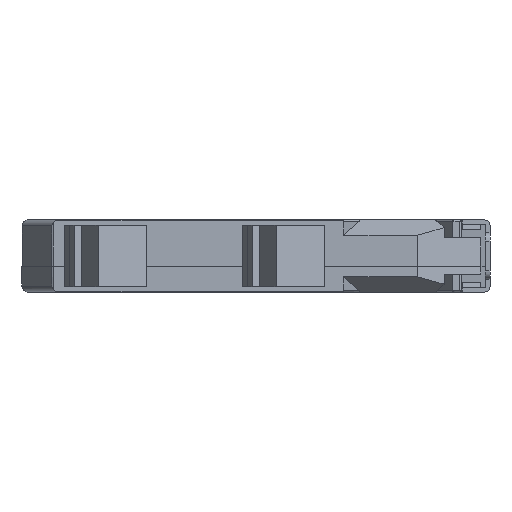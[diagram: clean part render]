
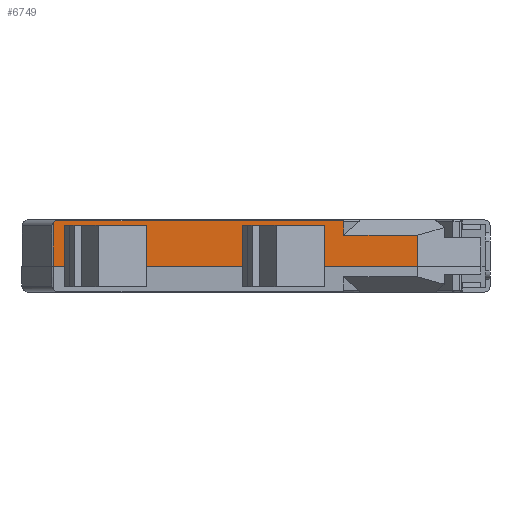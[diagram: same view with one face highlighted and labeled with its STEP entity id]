
A CAD part, left-side view. The second image highlights one B-rep face of the part: STEP entity #6749.
In plain terms, the highlighted planar face has unit normal (-1, 0, 0).
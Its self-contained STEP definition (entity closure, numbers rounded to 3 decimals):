
#31 = CARTESIAN_POINT ( 'NONE',  ( -49.5, 6.906, -2.3 ) ) ;
#32 = DIRECTION ( 'NONE',  ( 0., -1., 0. ) ) ;
#33 = VECTOR ( 'NONE', #32, 1000. ) ;
#34 = CARTESIAN_POINT ( 'NONE',  ( -49.5, 25.448, -2.3 ) ) ;
#35 = LINE ( 'NONE', #34, #33 ) ;
#36 = DIRECTION ( 'NONE',  ( 0., 0., 1. ) ) ;
#37 = DIRECTION ( 'NONE',  ( -1., 0., 0. ) ) ;
#38 = CARTESIAN_POINT ( 'NONE',  ( -49.5, 25.448, -2.3 ) ) ;
#39 = AXIS2_PLACEMENT_3D ( 'NONE', #38, #37, #36 ) ;
#40 = PLANE ( 'NONE',  #39 ) ;
#42 = FACE_OUTER_BOUND ( 'NONE', #6750, .T. ) ;
#92 = DIRECTION ( 'NONE',  ( 0., -1., 0. ) ) ;
#93 = VECTOR ( 'NONE', #92, 1000. ) ;
#94 = CARTESIAN_POINT ( 'NONE',  ( -49.5, 7.346, 5.247 ) ) ;
#95 = LINE ( 'NONE', #94, #93 ) ;
#96 = CARTESIAN_POINT ( 'NONE',  ( -49.5, 6.906, 5.247 ) ) ;
#97 = DIRECTION ( 'NONE',  ( 0., 0., -1. ) ) ;
#98 = VECTOR ( 'NONE', #97, 1000. ) ;
#99 = CARTESIAN_POINT ( 'NONE',  ( -49.5, 6.906, 35.589 ) ) ;
#100 = LINE ( 'NONE', #99, #98 ) ;
#1058 = CARTESIAN_POINT ( 'NONE',  ( -49.5, 95.297, 8.294 ) ) ;
#1059 = DIRECTION ( 'NONE',  ( 0., 0., 1. ) ) ;
#1060 = VECTOR ( 'NONE', #1059, 1000. ) ;
#1061 = CARTESIAN_POINT ( 'NONE',  ( -49.5, 95.297, 9. ) ) ;
#1062 = LINE ( 'NONE', #1061, #1060 ) ;
#1072 =( BOUNDED_CURVE ( )  B_SPLINE_CURVE ( 3, ( #1199, #1198, #1197, #1196 ),
 .UNSPECIFIED., .F., .T. ) 
 B_SPLINE_CURVE_WITH_KNOTS ( ( 4, 4 ),
 ( 3.7, 4.19 ),
 .UNSPECIFIED. ) 
 CURVE ( )  GEOMETRIC_REPRESENTATION_ITEM ( )  RATIONAL_B_SPLINE_CURVE ( ( 1., 0.98, 0.98, 1. ) ) 
 REPRESENTATION_ITEM ( '' )  );
#1075 = CARTESIAN_POINT ( 'NONE',  ( -49.5, 94.672, 8.8 ) ) ;
#1076 = DIRECTION ( 'NONE',  ( 0., -1., 0. ) ) ;
#1077 = VECTOR ( 'NONE', #1076, 1000. ) ;
#1078 = CARTESIAN_POINT ( 'NONE',  ( -49.5, -56.494, 8.8 ) ) ;
#1079 = LINE ( 'NONE', #1078, #1077 ) ;
#1196 = CARTESIAN_POINT ( 'NONE',  ( -49.5, 94.672, 8.8 ) ) ;
#1197 = CARTESIAN_POINT ( 'NONE',  ( -49.5, 94.928, 8.676 ) ) ;
#1198 = CARTESIAN_POINT ( 'NONE',  ( -49.5, 95.14, 8.505 ) ) ;
#1199 = CARTESIAN_POINT ( 'NONE',  ( -49.5, 95.297, 8.294 ) ) ;
#1202 = CARTESIAN_POINT ( 'NONE',  ( -49.5, 95.297, -2.3 ) ) ;
#6486 = ORIENTED_EDGE ( 'NONE', *, *, #6513, .T. ) ;
#6487 = ORIENTED_EDGE ( 'NONE', *, *, #6488, .T. ) ;
#6488 = EDGE_CURVE ( 'NONE', #6511, #6489, #10034, .T. ) ;
#6489 = VERTEX_POINT ( 'NONE', #10036 ) ;
#6490 = ORIENTED_EDGE ( 'NONE', *, *, #6609, .F. ) ;
#6508 = VERTEX_POINT ( 'NONE', #10162 ) ;
#6511 = VERTEX_POINT ( 'NONE', #10157 ) ;
#6513 = EDGE_CURVE ( 'NONE', #6508, #6511, #10156, .T. ) ;
#6590 = EDGE_CURVE ( 'NONE', #6675, #6591, #1062, .T. ) ;
#6591 = VERTEX_POINT ( 'NONE', #1058 ) ;
#6609 = EDGE_CURVE ( 'NONE', #6610, #6489, #1079, .T. ) ;
#6610 = VERTEX_POINT ( 'NONE', #1075 ) ;
#6611 = ORIENTED_EDGE ( 'NONE', *, *, #6612, .F. ) ;
#6612 = EDGE_CURVE ( 'NONE', #6591, #6610, #1072, .T. ) ;
#6675 = VERTEX_POINT ( 'NONE', #1202 ) ;
#6749 = ADVANCED_FACE ( 'NONE', ( #42 ), #40, .T. ) ;
#6750 = EDGE_LOOP ( 'NONE', ( #6751, #6752, #6755, #6758, #6486, #6487, #6490, #6611 ) ) ;
#6751 = ORIENTED_EDGE ( 'NONE', *, *, #6590, .F. ) ;
#6752 = ORIENTED_EDGE ( 'NONE', *, *, #6753, .T. ) ;
#6753 = EDGE_CURVE ( 'NONE', #6675, #6754, #35, .T. ) ;
#6754 = VERTEX_POINT ( 'NONE', #31 ) ;
#6755 = ORIENTED_EDGE ( 'NONE', *, *, #6756, .F. ) ;
#6756 = EDGE_CURVE ( 'NONE', #6757, #6754, #100, .T. ) ;
#6757 = VERTEX_POINT ( 'NONE', #96 ) ;
#6758 = ORIENTED_EDGE ( 'NONE', *, *, #6759, .F. ) ;
#6759 = EDGE_CURVE ( 'NONE', #6508, #6757, #95, .T. ) ;
#10030 = CARTESIAN_POINT ( 'NONE',  ( -49.5, 24.926, 8.8 ) ) ;
#10031 = CARTESIAN_POINT ( 'NONE',  ( -49.5, 24.848, 8.713 ) ) ;
#10032 = CARTESIAN_POINT ( 'NONE',  ( -49.5, 24.806, 8.609 ) ) ;
#10033 = CARTESIAN_POINT ( 'NONE',  ( -49.5, 24.806, 8.5 ) ) ;
#10034 =( BOUNDED_CURVE ( )  B_SPLINE_CURVE ( 3, ( #10033, #10032, #10031, #10030 ),
 .UNSPECIFIED., .F., .T. ) 
 B_SPLINE_CURVE_WITH_KNOTS ( ( 4, 4 ),
 ( 3.142, 3.785 ),
 .UNSPECIFIED. ) 
 CURVE ( )  GEOMETRIC_REPRESENTATION_ITEM ( )  RATIONAL_B_SPLINE_CURVE ( ( 1., 0.966, 0.966, 1. ) ) 
 REPRESENTATION_ITEM ( '' )  );
#10036 = CARTESIAN_POINT ( 'NONE',  ( -49.5, 24.926, 8.8 ) ) ;
#10153 = DIRECTION ( 'NONE',  ( 0., 0., 1. ) ) ;
#10154 = VECTOR ( 'NONE', #10153, 1000. ) ;
#10155 = CARTESIAN_POINT ( 'NONE',  ( -49.5, 24.806, 7.75 ) ) ;
#10156 = LINE ( 'NONE', #10155, #10154 ) ;
#10157 = CARTESIAN_POINT ( 'NONE',  ( -49.5, 24.806, 8.5 ) ) ;
#10162 = CARTESIAN_POINT ( 'NONE',  ( -49.5, 24.806, 5.247 ) ) ;
